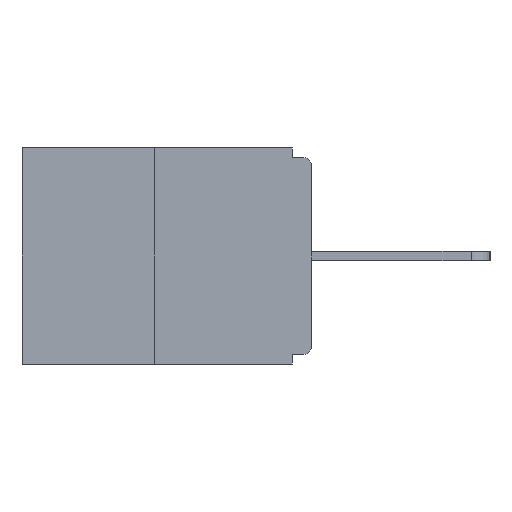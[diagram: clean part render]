
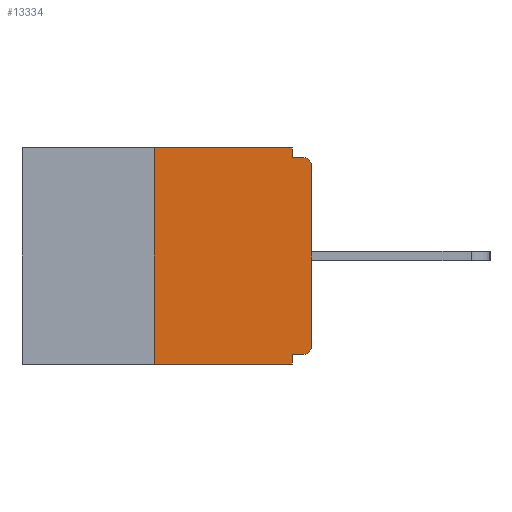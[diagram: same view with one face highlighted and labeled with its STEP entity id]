
A CAD part, left-side view. The second image highlights one B-rep face of the part: STEP entity #13334.
In plain terms, the highlighted planar face has unit normal (-1, 0, 0).
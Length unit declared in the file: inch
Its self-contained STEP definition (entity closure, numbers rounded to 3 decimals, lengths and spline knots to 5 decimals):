
#13 = VERTEX_POINT ( 'NONE', #18736 ) ;
#40 = VECTOR ( 'NONE', #13576, 39.37008 ) ;
#836 = VECTOR ( 'NONE', #1990, 39.37008 ) ;
#885 = VECTOR ( 'NONE', #5076, 39.37008 ) ;
#1007 = CARTESIAN_POINT ( 'NONE',  ( 0., 0.46, 0. ) ) ;
#1025 = CARTESIAN_POINT ( 'NONE',  ( 0., 0.46, 0. ) ) ;
#1065 = VECTOR ( 'NONE', #7507, 39.37008 ) ;
#1139 = LINE ( 'NONE', #8102, #13909 ) ;
#1218 = EDGE_CURVE ( 'NONE', #20155, #9067, #10254, .T. ) ;
#1286 = CARTESIAN_POINT ( 'NONE',  ( 0., 0.031, -0.343 ) ) ;
#1360 = EDGE_CURVE ( 'NONE', #3254, #11804, #7832, .T. ) ;
#1443 = VERTEX_POINT ( 'NONE', #16345 ) ;
#1990 = DIRECTION ( 'NONE',  ( 0., -1., 0. ) ) ;
#2129 = EDGE_CURVE ( 'NONE', #13, #20155, #5153, .T. ) ;
#3006 = CARTESIAN_POINT ( 'NONE',  ( 0., 0., -0.328 ) ) ;
#3212 = DIRECTION ( 'NONE',  ( 0., 1., 0. ) ) ;
#3254 = VERTEX_POINT ( 'NONE', #15498 ) ;
#3552 = CARTESIAN_POINT ( 'NONE',  ( 0., 0., 0. ) ) ;
#4104 = DIRECTION ( 'NONE',  ( -1., 0., 0. ) ) ;
#4130 = LINE ( 'NONE', #15532, #40 ) ;
#4250 = VERTEX_POINT ( 'NONE', #5963 ) ;
#4309 = DIRECTION ( 'NONE',  ( 0., 0., -1. ) ) ;
#5076 = DIRECTION ( 'NONE',  ( 0., 0., -1. ) ) ;
#5077 = ORIENTED_EDGE ( 'NONE', *, *, #13345, .F. ) ;
#5153 = LINE ( 'NONE', #3552, #1065 ) ;
#5342 = VERTEX_POINT ( 'NONE', #10174 ) ;
#5926 = CARTESIAN_POINT ( 'NONE',  ( 0., 0., -0.015 ) ) ;
#5963 = CARTESIAN_POINT ( 'NONE',  ( 0., 0.25, -0.343 ) ) ;
#6004 = EDGE_CURVE ( 'NONE', #11804, #21104, #1139, .T. ) ;
#6052 = ORIENTED_EDGE ( 'NONE', *, *, #19369, .F. ) ;
#6263 = CARTESIAN_POINT ( 'NONE',  ( 0., 0.015, -0.313 ) ) ;
#6365 = CARTESIAN_POINT ( 'NONE',  ( 0., 0.015, -0.015 ) ) ;
#7302 = CARTESIAN_POINT ( 'NONE',  ( 0., 0.015, -0.03 ) ) ;
#7507 = DIRECTION ( 'NONE',  ( 0., 0., 1. ) ) ;
#7832 = LINE ( 'NONE', #3006, #16122 ) ;
#8087 = CARTESIAN_POINT ( 'NONE',  ( 0., 0., -0.03 ) ) ;
#8102 = CARTESIAN_POINT ( 'NONE',  ( 0., 0.031, -0.343 ) ) ;
#8948 = DIRECTION ( 'NONE',  ( 0., 0., -1. ) ) ;
#9067 = VERTEX_POINT ( 'NONE', #6365 ) ;
#9485 = CARTESIAN_POINT ( 'NONE',  ( 0., 0.031, 0. ) ) ;
#10174 = CARTESIAN_POINT ( 'NONE',  ( 0., 0.031, -0.015 ) ) ;
#10254 = CIRCLE ( 'NONE', #14723, 0.015 ) ;
#10439 = EDGE_CURVE ( 'NONE', #5342, #9067, #12591, .T. ) ;
#10476 = LINE ( 'NONE', #1025, #13530 ) ;
#10791 = DIRECTION ( 'NONE',  ( 0., 0., -1. ) ) ;
#10847 = ORIENTED_EDGE ( 'NONE', *, *, #1218, .T. ) ;
#11004 = DIRECTION ( 'NONE',  ( -1., 0., 0. ) ) ;
#11541 = ORIENTED_EDGE ( 'NONE', *, *, #11788, .F. ) ;
#11637 = EDGE_CURVE ( 'NONE', #4250, #21104, #13398, .T. ) ;
#11775 = CARTESIAN_POINT ( 'NONE',  ( 0., 0.46, -0.343 ) ) ;
#11788 = EDGE_CURVE ( 'NONE', #1443, #17930, #10476, .T. ) ;
#11804 = VERTEX_POINT ( 'NONE', #19114 ) ;
#12112 = EDGE_LOOP ( 'NONE', ( #11541, #5077, #13664, #13189, #17532, #20308, #20992, #10847, #15871, #6052 ) ) ;
#12226 = AXIS2_PLACEMENT_3D ( 'NONE', #6263, #11004, #10791 ) ;
#12591 = LINE ( 'NONE', #5926, #20719 ) ;
#13189 = ORIENTED_EDGE ( 'NONE', *, *, #6004, .F. ) ;
#13246 = LINE ( 'NONE', #19833, #885 ) ;
#13334 = ADVANCED_FACE ( 'NONE', ( #20595 ), #13785, .F. ) ;
#13345 = EDGE_CURVE ( 'NONE', #4250, #1443, #4130, .T. ) ;
#13398 = LINE ( 'NONE', #11775, #836 ) ;
#13530 = VECTOR ( 'NONE', #21134, 39.37008 ) ;
#13576 = DIRECTION ( 'NONE',  ( 0., 0., 1. ) ) ;
#13664 = ORIENTED_EDGE ( 'NONE', *, *, #11637, .T. ) ;
#13682 = DIRECTION ( 'NONE',  ( 1., 0., 0. ) ) ;
#13785 = PLANE ( 'NONE',  #19291 ) ;
#13909 = VECTOR ( 'NONE', #16297, 39.37008 ) ;
#14723 = AXIS2_PLACEMENT_3D ( 'NONE', #7302, #4104, #4309 ) ;
#15498 = CARTESIAN_POINT ( 'NONE',  ( 0., 0.015, -0.328 ) ) ;
#15532 = CARTESIAN_POINT ( 'NONE',  ( 0., 0.25, 0. ) ) ;
#15871 = ORIENTED_EDGE ( 'NONE', *, *, #10439, .F. ) ;
#16122 = VECTOR ( 'NONE', #3212, 39.37008 ) ;
#16297 = DIRECTION ( 'NONE',  ( 0., 0., -1. ) ) ;
#16345 = CARTESIAN_POINT ( 'NONE',  ( 0., 0.25, 0. ) ) ;
#16708 = CIRCLE ( 'NONE', #12226, 0.015 ) ;
#17532 = ORIENTED_EDGE ( 'NONE', *, *, #1360, .F. ) ;
#17930 = VERTEX_POINT ( 'NONE', #9485 ) ;
#18736 = CARTESIAN_POINT ( 'NONE',  ( 0., 0., -0.313 ) ) ;
#19114 = CARTESIAN_POINT ( 'NONE',  ( 0., 0.031, -0.328 ) ) ;
#19291 = AXIS2_PLACEMENT_3D ( 'NONE', #1007, #13682, #8948 ) ;
#19369 = EDGE_CURVE ( 'NONE', #17930, #5342, #13246, .T. ) ;
#19833 = CARTESIAN_POINT ( 'NONE',  ( 0., 0.031, 0. ) ) ;
#20045 = EDGE_CURVE ( 'NONE', #3254, #13, #16708, .T. ) ;
#20155 = VERTEX_POINT ( 'NONE', #8087 ) ;
#20308 = ORIENTED_EDGE ( 'NONE', *, *, #20045, .T. ) ;
#20582 = DIRECTION ( 'NONE',  ( 0., -1., 0. ) ) ;
#20595 = FACE_OUTER_BOUND ( 'NONE', #12112, .T. ) ;
#20719 = VECTOR ( 'NONE', #20582, 39.37008 ) ;
#20992 = ORIENTED_EDGE ( 'NONE', *, *, #2129, .T. ) ;
#21104 = VERTEX_POINT ( 'NONE', #1286 ) ;
#21134 = DIRECTION ( 'NONE',  ( 0., -1., 0. ) ) ;
